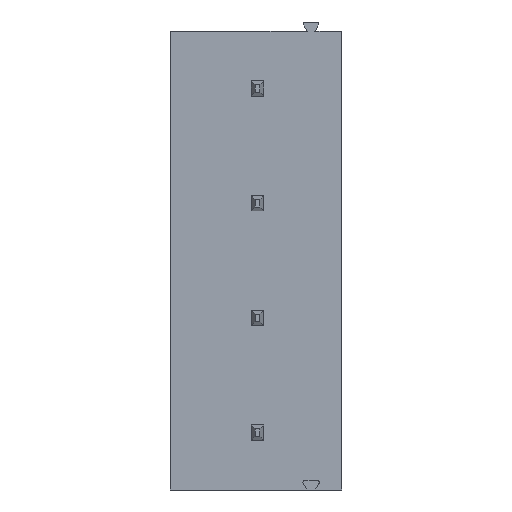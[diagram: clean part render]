
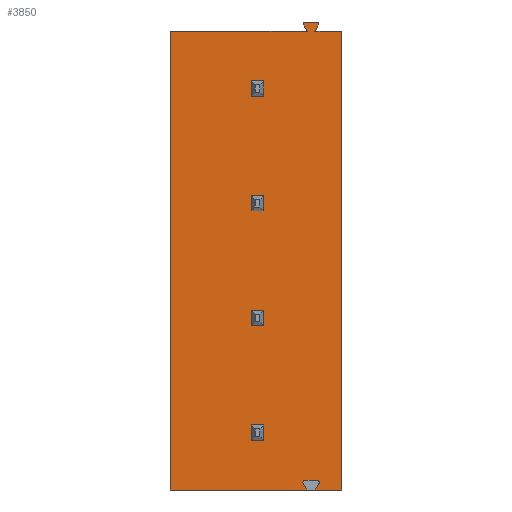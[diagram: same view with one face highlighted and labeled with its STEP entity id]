
A CAD part, front view. The second image highlights one B-rep face of the part: STEP entity #3850.
In plain terms, the highlighted planar face has unit normal (0, -1, 0).
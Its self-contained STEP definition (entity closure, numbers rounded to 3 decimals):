
#22=DIRECTION('',(1.,0.,0.));
#23=VECTOR('',#22,8.935);
#24=CARTESIAN_POINT('',(-5.6,-9.,-26.25));
#25=LINE('',#24,#23);
#38=DIRECTION('',(1.,0.,0.));
#39=VECTOR('',#38,1.735);
#40=CARTESIAN_POINT('',(3.865,-9.,-26.25));
#41=LINE('',#40,#39);
#1029=DIRECTION('',(0.,0.,1.));
#1030=VECTOR('',#1029,30.);
#1031=CARTESIAN_POINT('',(5.6,-9.,-26.25));
#1032=LINE('',#1031,#1030);
#1097=DIRECTION('',(0.5,0.,-0.866));
#1098=VECTOR('',#1097,0.502);
#1099=CARTESIAN_POINT('',(3.084,-9.,-25.815));
#1100=LINE('',#1099,#1098);
#1101=DIRECTION('',(0.,0.,1.));
#1102=VECTOR('',#1101,30.);
#1103=CARTESIAN_POINT('',(-5.6,-9.,-26.25));
#1104=LINE('',#1103,#1102);
#1105=DIRECTION('',(0.5,0.,-0.866));
#1106=VECTOR('',#1105,0.468);
#1107=CARTESIAN_POINT('',(3.116,-9.,4.155));
#1108=LINE('',#1107,#1106);
#1109=CARTESIAN_POINT('',(3.229,-9.,4.22));
#1110=DIRECTION('',(0.,-1.,0.));
#1111=DIRECTION('',(0.,0.,1.));
#1112=AXIS2_PLACEMENT_3D('',#1109,#1110,#1111);
#1114=DIRECTION('',(-1.,0.,0.));
#1115=VECTOR('',#1114,0.742);
#1116=CARTESIAN_POINT('',(3.971,-9.,4.35));
#1117=LINE('',#1116,#1115);
#1118=CARTESIAN_POINT('',(3.971,-9.,4.22));
#1119=DIRECTION('',(0.,-1.,0.));
#1120=DIRECTION('',(0.866,0.,-0.5));
#1121=AXIS2_PLACEMENT_3D('',#1118,#1119,#1120);
#1123=DIRECTION('',(0.5,0.,0.866));
#1124=VECTOR('',#1123,0.468);
#1125=CARTESIAN_POINT('',(3.85,-9.,3.75));
#1126=LINE('',#1125,#1124);
#1127=DIRECTION('',(0.5,0.,0.866));
#1128=VECTOR('',#1127,0.502);
#1129=CARTESIAN_POINT('',(3.865,-9.,-26.25));
#1130=LINE('',#1129,#1128);
#1131=CARTESIAN_POINT('',(4.004,-9.,-25.75));
#1132=DIRECTION('',(0.,-1.,0.));
#1133=DIRECTION('',(0.866,0.,-0.5));
#1134=AXIS2_PLACEMENT_3D('',#1131,#1132,#1133);
#1136=DIRECTION('',(-1.,0.,0.));
#1137=VECTOR('',#1136,0.807);
#1138=CARTESIAN_POINT('',(4.004,-9.,-25.62));
#1139=LINE('',#1138,#1137);
#1140=CARTESIAN_POINT('',(3.196,-9.,-25.75));
#1141=DIRECTION('',(0.,-1.,0.));
#1142=DIRECTION('',(0.,0.,1.));
#1143=AXIS2_PLACEMENT_3D('',#1140,#1141,#1142);
#1145=DIRECTION('',(-1.,0.,0.));
#1146=VECTOR('',#1145,0.8);
#1147=CARTESIAN_POINT('',(0.497,-9.,0.5));
#1148=LINE('',#1147,#1146);
#1149=DIRECTION('',(0.,0.,-1.));
#1150=VECTOR('',#1149,1.);
#1151=CARTESIAN_POINT('',(-0.303,-9.,0.5));
#1152=LINE('',#1151,#1150);
#1153=DIRECTION('',(-1.,0.,0.));
#1154=VECTOR('',#1153,0.8);
#1155=CARTESIAN_POINT('',(0.497,-9.,-0.5));
#1156=LINE('',#1155,#1154);
#1157=DIRECTION('',(0.,0.,-1.));
#1158=VECTOR('',#1157,1.);
#1159=CARTESIAN_POINT('',(0.497,-9.,0.5));
#1160=LINE('',#1159,#1158);
#1161=DIRECTION('',(-1.,0.,0.));
#1162=VECTOR('',#1161,0.8);
#1163=CARTESIAN_POINT('',(0.497,-9.,-7.));
#1164=LINE('',#1163,#1162);
#1165=DIRECTION('',(0.,0.,-1.));
#1166=VECTOR('',#1165,1.);
#1167=CARTESIAN_POINT('',(-0.303,-9.,-7.));
#1168=LINE('',#1167,#1166);
#1169=DIRECTION('',(-1.,0.,0.));
#1170=VECTOR('',#1169,0.8);
#1171=CARTESIAN_POINT('',(0.497,-9.,-8.));
#1172=LINE('',#1171,#1170);
#1173=DIRECTION('',(0.,0.,-1.));
#1174=VECTOR('',#1173,1.);
#1175=CARTESIAN_POINT('',(0.497,-9.,-7.));
#1176=LINE('',#1175,#1174);
#1177=DIRECTION('',(-1.,0.,0.));
#1178=VECTOR('',#1177,0.8);
#1179=CARTESIAN_POINT('',(0.497,-9.,-14.5));
#1180=LINE('',#1179,#1178);
#1181=DIRECTION('',(0.,0.,-1.));
#1182=VECTOR('',#1181,1.);
#1183=CARTESIAN_POINT('',(-0.303,-9.,-14.5));
#1184=LINE('',#1183,#1182);
#1185=DIRECTION('',(-1.,0.,0.));
#1186=VECTOR('',#1185,0.8);
#1187=CARTESIAN_POINT('',(0.497,-9.,-15.5));
#1188=LINE('',#1187,#1186);
#1189=DIRECTION('',(0.,0.,-1.));
#1190=VECTOR('',#1189,1.);
#1191=CARTESIAN_POINT('',(0.497,-9.,-14.5));
#1192=LINE('',#1191,#1190);
#1193=DIRECTION('',(-1.,0.,0.));
#1194=VECTOR('',#1193,0.8);
#1195=CARTESIAN_POINT('',(0.497,-9.,-22.));
#1196=LINE('',#1195,#1194);
#1197=DIRECTION('',(0.,0.,-1.));
#1198=VECTOR('',#1197,1.);
#1199=CARTESIAN_POINT('',(-0.303,-9.,-22.));
#1200=LINE('',#1199,#1198);
#1201=DIRECTION('',(-1.,0.,0.));
#1202=VECTOR('',#1201,0.8);
#1203=CARTESIAN_POINT('',(0.497,-9.,-23.));
#1204=LINE('',#1203,#1202);
#1205=DIRECTION('',(0.,0.,-1.));
#1206=VECTOR('',#1205,1.);
#1207=CARTESIAN_POINT('',(0.497,-9.,-22.));
#1208=LINE('',#1207,#1206);
#1263=DIRECTION('',(1.,0.,0.));
#1264=VECTOR('',#1263,8.95);
#1265=CARTESIAN_POINT('',(-5.6,-9.,3.75));
#1266=LINE('',#1265,#1264);
#1315=DIRECTION('',(1.,0.,0.));
#1316=VECTOR('',#1315,1.75);
#1317=CARTESIAN_POINT('',(3.85,-9.,3.75));
#1318=LINE('',#1317,#1316);
#1893=CARTESIAN_POINT('',(5.6,-9.,-26.25));
#1895=VERTEX_POINT('',#1893);
#1901=CARTESIAN_POINT('',(5.6,-9.,3.75));
#1903=VERTEX_POINT('',#1901);
#1909=CARTESIAN_POINT('',(-5.6,-9.,-26.25));
#1910=CARTESIAN_POINT('',(-5.6,-9.,3.75));
#1911=VERTEX_POINT('',#1909);
#1912=VERTEX_POINT('',#1910);
#1913=CARTESIAN_POINT('',(3.971,-9.,4.35));
#1914=CARTESIAN_POINT('',(3.229,-9.,4.35));
#1915=VERTEX_POINT('',#1913);
#1916=VERTEX_POINT('',#1914);
#1917=CARTESIAN_POINT('',(3.116,-9.,4.155));
#1918=VERTEX_POINT('',#1917);
#1919=CARTESIAN_POINT('',(4.084,-9.,4.155));
#1920=VERTEX_POINT('',#1919);
#1929=CARTESIAN_POINT('',(3.35,-9.,3.75));
#1930=VERTEX_POINT('',#1929);
#1931=CARTESIAN_POINT('',(3.85,-9.,3.75));
#1932=VERTEX_POINT('',#1931);
#1945=CARTESIAN_POINT('',(3.084,-9.,-25.815));
#1946=CARTESIAN_POINT('',(3.335,-9.,-26.25));
#1947=VERTEX_POINT('',#1945);
#1948=VERTEX_POINT('',#1946);
#1949=CARTESIAN_POINT('',(3.865,-9.,-26.25));
#1950=CARTESIAN_POINT('',(4.116,-9.,-25.815));
#1951=VERTEX_POINT('',#1949);
#1952=VERTEX_POINT('',#1950);
#1953=CARTESIAN_POINT('',(4.004,-9.,-25.62));
#1954=VERTEX_POINT('',#1953);
#1955=CARTESIAN_POINT('',(3.196,-9.,-25.62));
#1956=VERTEX_POINT('',#1955);
#1977=CARTESIAN_POINT('',(0.497,-9.,0.5));
#1978=CARTESIAN_POINT('',(-0.303,-9.,0.5));
#1979=VERTEX_POINT('',#1977);
#1980=VERTEX_POINT('',#1978);
#1981=CARTESIAN_POINT('',(0.497,-9.,-0.5));
#1982=CARTESIAN_POINT('',(-0.303,-9.,-0.5));
#1983=VERTEX_POINT('',#1981);
#1984=VERTEX_POINT('',#1982);
#2069=CARTESIAN_POINT('',(0.497,-9.,-7.));
#2070=CARTESIAN_POINT('',(-0.303,-9.,-7.));
#2071=VERTEX_POINT('',#2069);
#2072=VERTEX_POINT('',#2070);
#2073=CARTESIAN_POINT('',(0.497,-9.,-8.));
#2074=CARTESIAN_POINT('',(-0.303,-9.,-8.));
#2075=VERTEX_POINT('',#2073);
#2076=VERTEX_POINT('',#2074);
#2233=CARTESIAN_POINT('',(0.497,-9.,-14.5));
#2234=CARTESIAN_POINT('',(-0.303,-9.,-14.5));
#2235=VERTEX_POINT('',#2233);
#2236=VERTEX_POINT('',#2234);
#2237=CARTESIAN_POINT('',(0.497,-9.,-15.5));
#2238=CARTESIAN_POINT('',(-0.303,-9.,-15.5));
#2239=VERTEX_POINT('',#2237);
#2240=VERTEX_POINT('',#2238);
#2329=CARTESIAN_POINT('',(0.497,-9.,-22.));
#2330=CARTESIAN_POINT('',(-0.303,-9.,-22.));
#2331=VERTEX_POINT('',#2329);
#2332=VERTEX_POINT('',#2330);
#2333=CARTESIAN_POINT('',(0.497,-9.,-23.));
#2334=CARTESIAN_POINT('',(-0.303,-9.,-23.));
#2335=VERTEX_POINT('',#2333);
#2336=VERTEX_POINT('',#2334);
#3774=CARTESIAN_POINT('',(-5.6,-9.,-26.25));
#3775=DIRECTION('',(0.,-1.,0.));
#3776=DIRECTION('',(1.,0.,0.));
#3777=AXIS2_PLACEMENT_3D('',#3774,#3775,#3776);
#3778=PLANE('',#3777);
#3780=ORIENTED_EDGE('',*,*,#3779,.T.);
#3781=ORIENTED_EDGE('',*,*,#2394,.F.);
#3783=ORIENTED_EDGE('',*,*,#3782,.T.);
#3785=ORIENTED_EDGE('',*,*,#3784,.T.);
#3787=ORIENTED_EDGE('',*,*,#3786,.F.);
#3789=ORIENTED_EDGE('',*,*,#3788,.F.);
#3791=ORIENTED_EDGE('',*,*,#3790,.F.);
#3793=ORIENTED_EDGE('',*,*,#3792,.F.);
#3795=ORIENTED_EDGE('',*,*,#3794,.F.);
#3797=ORIENTED_EDGE('',*,*,#3796,.T.);
#3798=ORIENTED_EDGE('',*,*,#3726,.F.);
#3799=ORIENTED_EDGE('',*,*,#2402,.F.);
#3801=ORIENTED_EDGE('',*,*,#3800,.T.);
#3803=ORIENTED_EDGE('',*,*,#3802,.T.);
#3805=ORIENTED_EDGE('',*,*,#3804,.T.);
#3807=ORIENTED_EDGE('',*,*,#3806,.T.);
#3808=EDGE_LOOP('',(#3780,#3781,#3783,#3785,#3787,#3789,#3791,#3793,#3795,#3797,
#3798,#3799,#3801,#3803,#3805,#3807));
#3809=FACE_OUTER_BOUND('',#3808,.F.);
#3811=ORIENTED_EDGE('',*,*,#3810,.T.);
#3813=ORIENTED_EDGE('',*,*,#3812,.T.);
#3815=ORIENTED_EDGE('',*,*,#3814,.F.);
#3817=ORIENTED_EDGE('',*,*,#3816,.F.);
#3818=EDGE_LOOP('',(#3811,#3813,#3815,#3817));
#3819=FACE_BOUND('',#3818,.F.);
#3821=ORIENTED_EDGE('',*,*,#3820,.T.);
#3823=ORIENTED_EDGE('',*,*,#3822,.T.);
#3825=ORIENTED_EDGE('',*,*,#3824,.F.);
#3827=ORIENTED_EDGE('',*,*,#3826,.F.);
#3828=EDGE_LOOP('',(#3821,#3823,#3825,#3827));
#3829=FACE_BOUND('',#3828,.F.);
#3831=ORIENTED_EDGE('',*,*,#3830,.T.);
#3833=ORIENTED_EDGE('',*,*,#3832,.T.);
#3835=ORIENTED_EDGE('',*,*,#3834,.F.);
#3837=ORIENTED_EDGE('',*,*,#3836,.F.);
#3838=EDGE_LOOP('',(#3831,#3833,#3835,#3837));
#3839=FACE_BOUND('',#3838,.F.);
#3841=ORIENTED_EDGE('',*,*,#3840,.T.);
#3843=ORIENTED_EDGE('',*,*,#3842,.T.);
#3845=ORIENTED_EDGE('',*,*,#3844,.F.);
#3847=ORIENTED_EDGE('',*,*,#3846,.F.);
#3848=EDGE_LOOP('',(#3841,#3843,#3845,#3847));
#3849=FACE_BOUND('',#3848,.F.);
#1113=CIRCLE('',#1112,0.13);
#1122=CIRCLE('',#1121,0.13);
#1135=CIRCLE('',#1134,0.13);
#1144=CIRCLE('',#1143,0.13);
#2394=EDGE_CURVE('',#1911,#1948,#25,.T.);
#2402=EDGE_CURVE('',#1951,#1895,#41,.T.);
#3726=EDGE_CURVE('',#1895,#1903,#1032,.T.);
#3779=EDGE_CURVE('',#1947,#1948,#1100,.T.);
#3782=EDGE_CURVE('',#1911,#1912,#1104,.T.);
#3784=EDGE_CURVE('',#1912,#1930,#1266,.T.);
#3786=EDGE_CURVE('',#1918,#1930,#1108,.T.);
#3788=EDGE_CURVE('',#1916,#1918,#1113,.T.);
#3790=EDGE_CURVE('',#1915,#1916,#1117,.T.);
#3792=EDGE_CURVE('',#1920,#1915,#1122,.T.);
#3794=EDGE_CURVE('',#1932,#1920,#1126,.T.);
#3796=EDGE_CURVE('',#1932,#1903,#1318,.T.);
#3800=EDGE_CURVE('',#1951,#1952,#1130,.T.);
#3802=EDGE_CURVE('',#1952,#1954,#1135,.T.);
#3804=EDGE_CURVE('',#1954,#1956,#1139,.T.);
#3806=EDGE_CURVE('',#1956,#1947,#1144,.T.);
#3810=EDGE_CURVE('',#1979,#1980,#1148,.T.);
#3812=EDGE_CURVE('',#1980,#1984,#1152,.T.);
#3814=EDGE_CURVE('',#1983,#1984,#1156,.T.);
#3816=EDGE_CURVE('',#1979,#1983,#1160,.T.);
#3820=EDGE_CURVE('',#2071,#2072,#1164,.T.);
#3822=EDGE_CURVE('',#2072,#2076,#1168,.T.);
#3824=EDGE_CURVE('',#2075,#2076,#1172,.T.);
#3826=EDGE_CURVE('',#2071,#2075,#1176,.T.);
#3830=EDGE_CURVE('',#2235,#2236,#1180,.T.);
#3832=EDGE_CURVE('',#2236,#2240,#1184,.T.);
#3834=EDGE_CURVE('',#2239,#2240,#1188,.T.);
#3836=EDGE_CURVE('',#2235,#2239,#1192,.T.);
#3840=EDGE_CURVE('',#2331,#2332,#1196,.T.);
#3842=EDGE_CURVE('',#2332,#2336,#1200,.T.);
#3844=EDGE_CURVE('',#2335,#2336,#1204,.T.);
#3846=EDGE_CURVE('',#2331,#2335,#1208,.T.);
#3850=ADVANCED_FACE('',(#3809,#3819,#3829,#3839,#3849),#3778,.T.);
